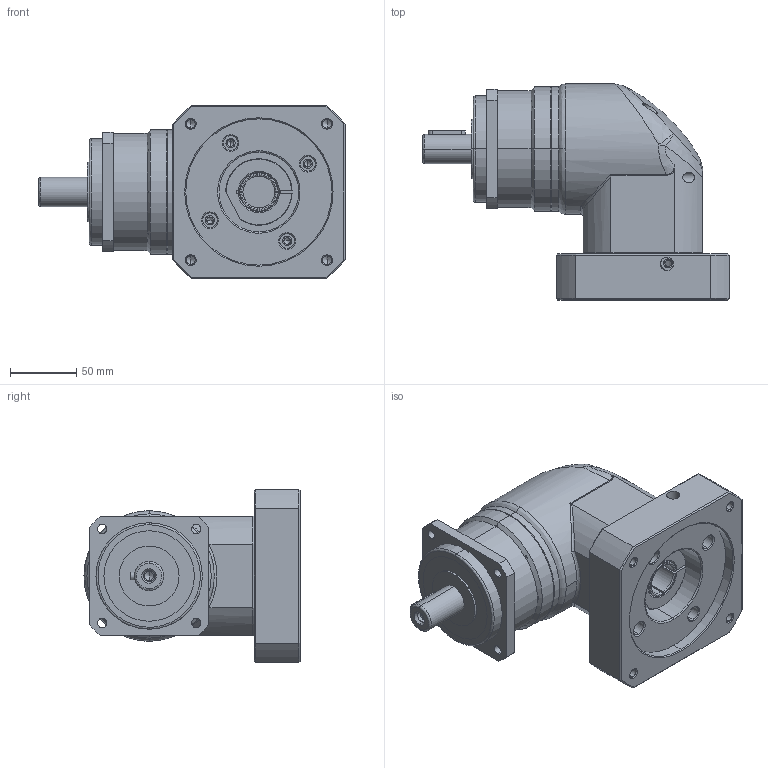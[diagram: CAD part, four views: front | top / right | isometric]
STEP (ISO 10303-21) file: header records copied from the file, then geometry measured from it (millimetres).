
FILE_DESCRIPTION (( 'STEP AP214' ), '1' );
FILE_NAME ('PBL090-L1-24-110-145-M8.STEP', '2024-01-06T01:48:09', ( 'admin' ), ( '' ), 'SwSTEP 2.0', 'SolidWorks 2013', '' );
FILE_SCHEMA (( 'AUTOMOTIVE_DESIGN' ));
Length unit declared in the file: millimetre
Products named in the file (5): PBL090-L1-24-110-145-M8; SDL090-24; SBL090_X2_8F9351658F7495017D2773AF_X0_-24; PB090_X2_8F9351FA7AEF_X0_; SBL090-_X2_6CD55170_X0_110-145M8
Assembly tree (4 placements, depth 2):
  PBL090-L1-24-110-145-M8
    SDL090-24
    SBL090_X2_8F9351658F7495017D2773AF_X0_-24
    PB090_X2_8F9351FA7AEF_X0_
    SBL090-_X2_6CD55170_X0_110-145M8
Bounding box: 230.6 x 162.5 x 130 mm (x, y, z)
Volume: 1783349.3 mm3; surface area: 195631.2 mm2
Topology: 7 solids, 7 shells, 386 faces, 973 edges, 598 vertices
Faces by surface type: cylinder 170, plane 102, cone 87, bspline 25, torus 2
Entity records: 18818 total; most frequent: CARTESIAN_POINT 5228, DIRECTION 1940, ORIENTED_EDGE 1870, EDGE_CURVE 935, AXIS2_PLACEMENT_3D 772, VERTEX_POINT 598, EDGE_LOOP 461, CIRCLE 404
